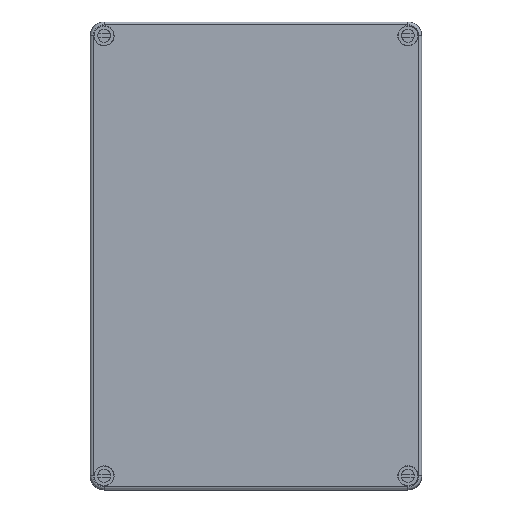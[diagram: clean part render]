
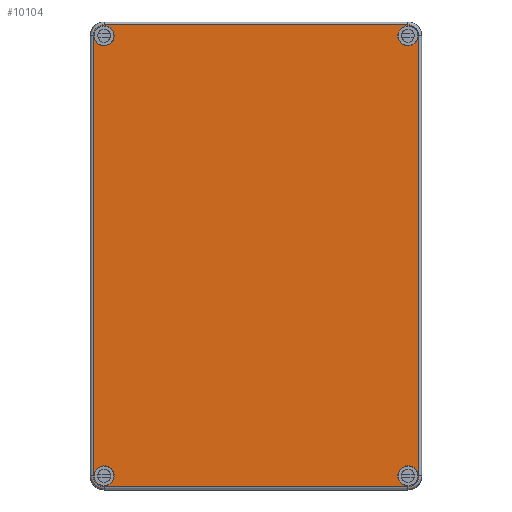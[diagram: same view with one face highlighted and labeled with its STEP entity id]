
A CAD part, top view. The second image highlights one B-rep face of the part: STEP entity #10104.
In plain terms, the highlighted planar face has unit normal (0, 0, 1).
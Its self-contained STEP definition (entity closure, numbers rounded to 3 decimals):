
#194=CIRCLE('',#10804,5.5);
#199=CIRCLE('',#10810,5.5);
#202=CIRCLE('',#10815,5.942);
#204=CIRCLE('',#10818,5.942);
#212=CIRCLE('',#10839,5.942);
#213=CIRCLE('',#10841,5.942);
#214=CIRCLE('',#10843,5.5);
#215=CIRCLE('',#10844,5.5);
#841=LINE('',#15699,#1715);
#851=LINE('',#15806,#1725);
#857=LINE('',#15818,#1731);
#858=LINE('',#15821,#1732);
#1715=VECTOR('',#12331,165.);
#1725=VECTOR('',#12395,165.);
#1731=VECTOR('',#12409,239.);
#1732=VECTOR('',#12412,239.);
#2455=PLANE('',#10842);
#2776=FACE_BOUND('',#3707,.T.);
#2777=FACE_BOUND('',#3708,.T.);
#2778=FACE_BOUND('',#3709,.T.);
#2779=FACE_BOUND('',#3710,.T.);
#3062=FACE_OUTER_BOUND('',#3706,.T.);
#3706=EDGE_LOOP('',(#7439,#7440,#7441,#7442,#7443,#7444,#7445,#7446));
#3707=EDGE_LOOP('',(#7447));
#3708=EDGE_LOOP('',(#7448));
#3709=EDGE_LOOP('',(#7449));
#3710=EDGE_LOOP('',(#7450));
#4639=VERTEX_POINT('',#15693);
#4641=VERTEX_POINT('',#15697);
#4644=VERTEX_POINT('',#15710);
#4649=VERTEX_POINT('',#15755);
#4654=VERTEX_POINT('',#15785);
#4655=VERTEX_POINT('',#15787);
#4656=VERTEX_POINT('',#15791);
#4657=VERTEX_POINT('',#15792);
#4661=VERTEX_POINT('',#15816);
#4662=VERTEX_POINT('',#15820);
#4664=VERTEX_POINT('',#15837);
#4665=VERTEX_POINT('',#15839);
#5709=EDGE_CURVE('',#4641,#4639,#841,.T.);
#5715=EDGE_CURVE('',#4644,#4644,#194,.T.);
#5721=EDGE_CURVE('',#4649,#4649,#199,.T.);
#5728=EDGE_CURVE('',#4655,#4654,#202,.T.);
#5730=EDGE_CURVE('',#4656,#4657,#204,.T.);
#5738=EDGE_CURVE('',#4654,#4657,#851,.T.);
#5745=EDGE_CURVE('',#4656,#4661,#857,.T.);
#5746=EDGE_CURVE('',#4655,#4662,#858,.T.);
#5752=EDGE_CURVE('',#4641,#4662,#212,.T.);
#5753=EDGE_CURVE('',#4639,#4661,#213,.T.);
#5754=EDGE_CURVE('',#4664,#4664,#214,.T.);
#5755=EDGE_CURVE('',#4665,#4665,#215,.T.);
#7439=ORIENTED_EDGE('',*,*,#5753,.F.);
#7440=ORIENTED_EDGE('',*,*,#5709,.F.);
#7441=ORIENTED_EDGE('',*,*,#5752,.T.);
#7442=ORIENTED_EDGE('',*,*,#5746,.F.);
#7443=ORIENTED_EDGE('',*,*,#5728,.T.);
#7444=ORIENTED_EDGE('',*,*,#5738,.T.);
#7445=ORIENTED_EDGE('',*,*,#5730,.F.);
#7446=ORIENTED_EDGE('',*,*,#5745,.T.);
#7447=ORIENTED_EDGE('',*,*,#5715,.T.);
#7448=ORIENTED_EDGE('',*,*,#5754,.T.);
#7449=ORIENTED_EDGE('',*,*,#5721,.T.);
#7450=ORIENTED_EDGE('',*,*,#5755,.T.);
#10104=ADVANCED_FACE('',(#3062,#2776,#2777,#2778,#2779),#2455,.T.);
#10804=AXIS2_PLACEMENT_3D('',#15711,#12345,#12346);
#10810=AXIS2_PLACEMENT_3D('',#15756,#12357,#12358);
#10815=AXIS2_PLACEMENT_3D('',#15788,#12370,#12371);
#10818=AXIS2_PLACEMENT_3D('',#15793,#12376,#12377);
#10839=AXIS2_PLACEMENT_3D('',#15833,#12431,#12432);
#10841=AXIS2_PLACEMENT_3D('',#15835,#12435,#12436);
#10842=AXIS2_PLACEMENT_3D('',#15836,#12437,#12438);
#10843=AXIS2_PLACEMENT_3D('',#15838,#12439,#12440);
#10844=AXIS2_PLACEMENT_3D('',#15840,#12441,#12442);
#12331=DIRECTION('',(-1.,0.,0.));
#12345=DIRECTION('center_axis',(0.,0.,-1.));
#12346=DIRECTION('ref_axis',(-1.,0.,0.));
#12357=DIRECTION('center_axis',(0.,0.,-1.));
#12358=DIRECTION('ref_axis',(-1.,0.,0.));
#12370=DIRECTION('center_axis',(0.,0.,1.));
#12371=DIRECTION('ref_axis',(1.,0.,0.));
#12376=DIRECTION('center_axis',(0.,0.,-1.));
#12377=DIRECTION('ref_axis',(-1.,0.,0.));
#12395=DIRECTION('',(-1.,0.,0.));
#12409=DIRECTION('',(0.,-1.,0.));
#12412=DIRECTION('',(0.,-1.,0.));
#12431=DIRECTION('center_axis',(0.,0.,1.));
#12432=DIRECTION('ref_axis',(1.,0.,0.));
#12435=DIRECTION('center_axis',(0.,0.,-1.));
#12436=DIRECTION('ref_axis',(-1.,0.,0.));
#12437=DIRECTION('center_axis',(0.,0.,1.));
#12438=DIRECTION('ref_axis',(1.,0.,0.));
#12439=DIRECTION('center_axis',(0.,0.,-1.));
#12440=DIRECTION('ref_axis',(-1.,0.,0.));
#12441=DIRECTION('center_axis',(0.,0.,-1.));
#12442=DIRECTION('ref_axis',(-1.,0.,0.));
#15693=CARTESIAN_POINT('',(-82.5,-125.442,18.));
#15697=CARTESIAN_POINT('',(82.5,-125.442,18.));
#15699=CARTESIAN_POINT('',(100.,-125.442,18.));
#15710=CARTESIAN_POINT('',(-88.,-119.5,18.));
#15711=CARTESIAN_POINT('Origin',(-82.5,-119.5,18.));
#15755=CARTESIAN_POINT('',(77.,119.5,18.));
#15756=CARTESIAN_POINT('Origin',(82.5,119.5,18.));
#15785=CARTESIAN_POINT('',(82.5,125.442,18.));
#15787=CARTESIAN_POINT('',(88.442,119.5,18.));
#15788=CARTESIAN_POINT('Origin',(82.5,119.5,18.));
#15791=CARTESIAN_POINT('',(-88.442,119.5,18.));
#15792=CARTESIAN_POINT('',(-82.5,125.442,18.));
#15793=CARTESIAN_POINT('Origin',(-82.5,119.5,18.));
#15806=CARTESIAN_POINT('',(100.,125.442,18.));
#15816=CARTESIAN_POINT('',(-88.442,-119.5,18.));
#15818=CARTESIAN_POINT('',(-88.442,150.,18.));
#15820=CARTESIAN_POINT('',(88.442,-119.5,18.));
#15821=CARTESIAN_POINT('',(88.442,150.,18.));
#15833=CARTESIAN_POINT('Origin',(82.5,-119.5,18.));
#15835=CARTESIAN_POINT('Origin',(-82.5,-119.5,18.));
#15836=CARTESIAN_POINT('Origin',(0.,0.,18.));
#15837=CARTESIAN_POINT('',(77.,-119.5,18.));
#15838=CARTESIAN_POINT('Origin',(82.5,-119.5,18.));
#15839=CARTESIAN_POINT('',(-88.,119.5,18.));
#15840=CARTESIAN_POINT('Origin',(-82.5,119.5,18.));
